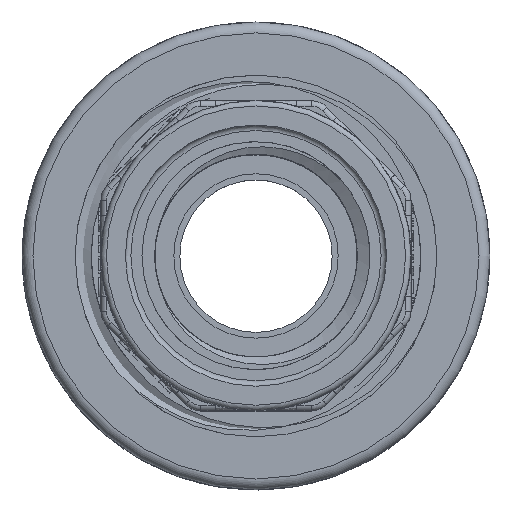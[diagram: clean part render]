
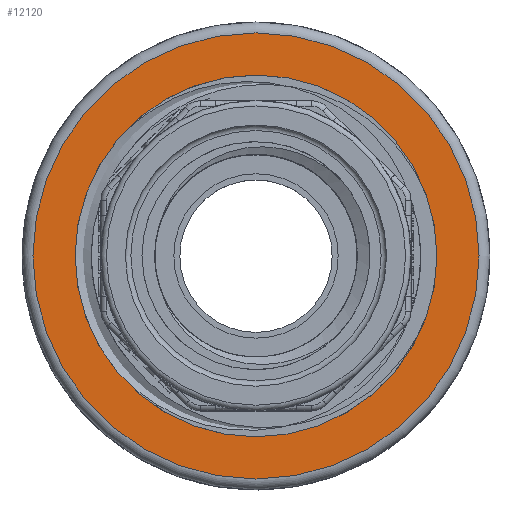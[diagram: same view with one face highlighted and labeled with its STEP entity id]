
A CAD part, top view. The second image highlights one B-rep face of the part: STEP entity #12120.
In plain terms, the highlighted planar face has unit normal (0, 0, 1).
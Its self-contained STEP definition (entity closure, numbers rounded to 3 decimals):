
#1485=PLANE('',#14429);
#2877=EDGE_LOOP('',(#7806));
#2878=EDGE_LOOP('',(#7807));
#7806=ORIENTED_EDGE('',*,*,#10712,.T.);
#7807=ORIENTED_EDGE('',*,*,#10713,.T.);
#10712=EDGE_CURVE('',#13640,#13640,#11538,.T.);
#10713=EDGE_CURVE('',#13641,#13641,#11539,.T.);
#11538=CIRCLE('',#14427,16.625);
#11539=CIRCLE('',#14428,20.5);
#12120=ADVANCED_FACE('',(#12603,#12604),#1485,.T.);
#12603=FACE_BOUND('',#2877,.T.);
#12604=FACE_BOUND('',#2878,.T.);
#13640=VERTEX_POINT('',#26069);
#13641=VERTEX_POINT('',#26071);
#14427=AXIS2_PLACEMENT_3D('',#26068,#16517,#16518);
#14428=AXIS2_PLACEMENT_3D('',#26070,#16519,#16520);
#14429=AXIS2_PLACEMENT_3D('',#26072,#16521,#16522);
#16517=DIRECTION('',(0.,0.,-1.));
#16518=DIRECTION('',(1.,0.,0.));
#16519=DIRECTION('',(0.,0.,1.));
#16520=DIRECTION('',(1.,0.,0.));
#16521=DIRECTION('',(0.,0.,1.));
#16522=DIRECTION('',(-1.,0.,0.));
#26068=CARTESIAN_POINT('',(1010.,152.,13.1));
#26069=CARTESIAN_POINT('',(1026.625,152.,13.1));
#26070=CARTESIAN_POINT('',(1010.,152.,13.1));
#26071=CARTESIAN_POINT('',(1030.5,152.,13.1));
#26072=CARTESIAN_POINT('',(1010.,152.,13.1));
